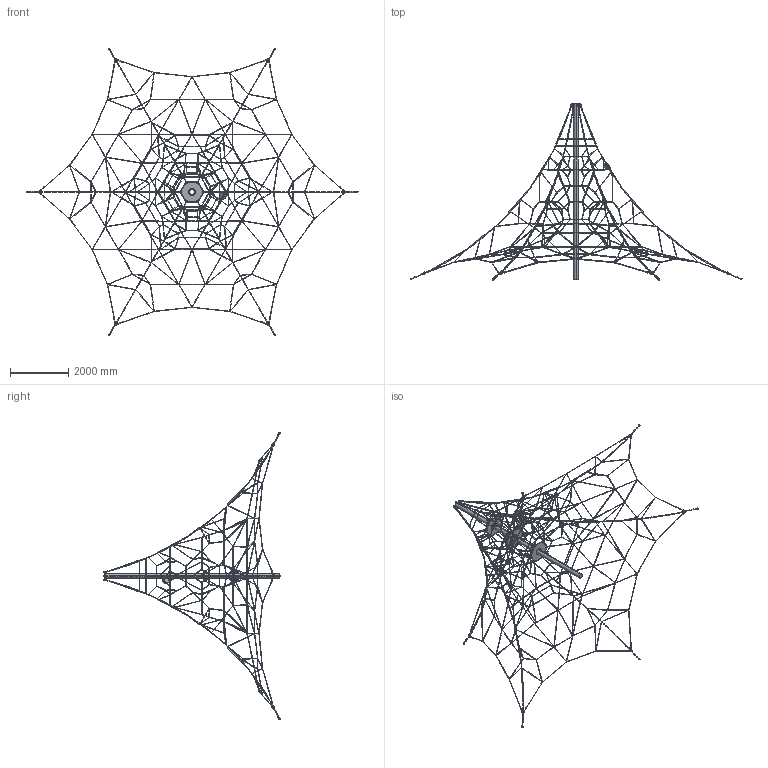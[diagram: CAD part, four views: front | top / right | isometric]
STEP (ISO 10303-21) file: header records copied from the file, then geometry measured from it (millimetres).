
FILE_DESCRIPTION (( 'STEP AP214' ), '1' );
FILE_NAME ('Pyramide 6 m hoch_1.STEP', '2013-08-29T06:23:59', ( 'frank' ), ( '' ), 'SwSTEP 2.0', 'SolidWorks 2011', '' );
FILE_SCHEMA (( 'AUTOMOTIVE_DESIGN' ));
Length unit declared in the file: millimetre
Products named in the file (42): 1512 Seil gelb-1; Zusatzseil gelb-1; 500 1-1; 714-1; 700-1; 940 - Kopie-1; 2460-1; 1290-1; 1220-1; 1040-1; 920-1; 1130-1; 1090-1; 1160-1; 820-1; 520-1; 900 a-1; 600-1; 730-1; 410-1; 470-1; 590-1; 39-1; 1050-1; Pr黤k鰎per-1; 400-1; Vereck oben gelb-1; 440-1; 910-1; 900-1; 1410-1; 2270-1; Spannseil Mitte-1; Pyramide  mit 6 m Stahlmast-1; Pressung-1; VA-Kausche-1; Seil f黵 Kausche-1; 55-02-10-2A - 3-Augen-Schäkel-1; Spannschloß-1; lifting eye nut 01_din_DIN 582-M16-N-1 ...
Assembly tree (464 placements, depth 2):
  Pyramide 6 m hoch_1
    500 1-1  x12
    440-1  x12
    2460-1  x13
    1040-1  x12
    1290-1  x6
    920-1  x6
    590-1  x18
    820-1  x12
    600-1  x6
    410-1  x18
    1050-1  x12
    39-1  x12
    900-1  x16
    470-1  x12
    400-1  x12
    1410-1  x13
    Seil f黵 Kausche-1  x24
    Pressung-1  x48
    lifting eye nut 01_din_DIN 582-M16-N-1  x12
    55-02-10-2A - 3-Augen-Schäkel-1  x6
    1512 Seil gelb-1  x12
    Zusatzseil gelb-1  x6
    714-1  x12
    940 - Kopie-1  x12
    1220-1  x12
    900 a-1  x18
    Pr黤k鰎per-1
    910-1  x12
    2270-1  x6
    VA-Kausche-1  x24
    1090-1  x6
    520-1  x12
    Vereck oben gelb-1  x6
    Pyramide  mit 6 m Stahlmast-1  x6
    700-1  x6
    Spannseil Mitte-1  x6
    1130-1  x6
    730-1  x6
    1160-1  x6
    Spannschloß-1  x6
    Stahlmast 6,00 m-1
Bounding box: 11360.87 x 6026.17 x 9842.75 mm (x, y, z)
Volume: 203807629.1 mm3; surface area: 51515972.2 mm2
Topology: 1202 solids, 1214 shells, 7642 faces, 14316 edges, 8958 vertices
Faces by surface type: cylinder 3288, plane 2968, bspline 1044, cone 180, torus 162
Entity records: 39999 total; most frequent: CARTESIAN_POINT 12764, DIRECTION 4438, ORIENTED_EDGE 3483, AXIS2_PLACEMENT_3D 1927, EDGE_CURVE 1743, VERTEX_POINT 1110, EDGE_LOOP 992, FACE_OUTER_BOUND 960
